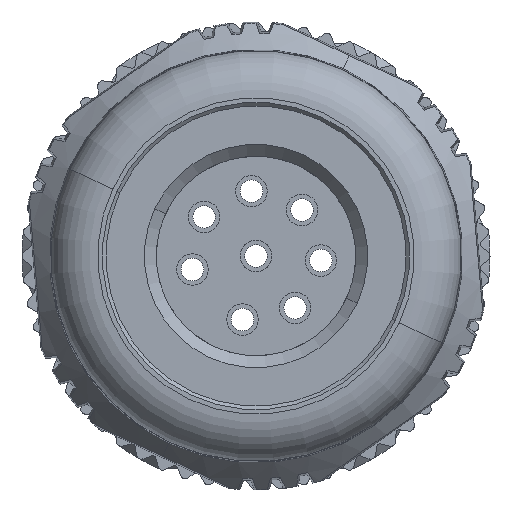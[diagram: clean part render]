
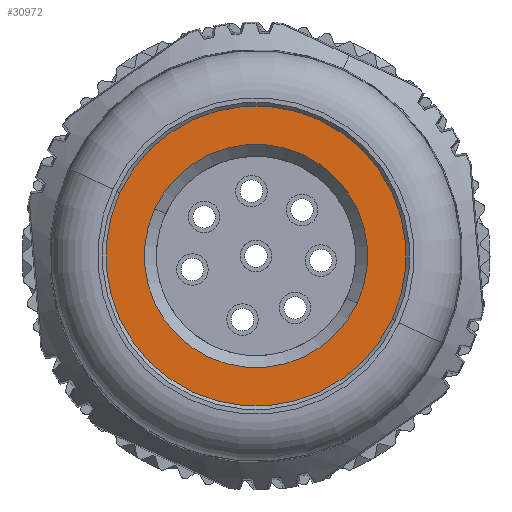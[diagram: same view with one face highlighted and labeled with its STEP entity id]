
A CAD part, front view. The second image highlights one B-rep face of the part: STEP entity #30972.
In plain terms, the highlighted planar face has unit normal (0, -1, 0).
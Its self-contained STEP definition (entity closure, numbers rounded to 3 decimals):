
#6515=CARTESIAN_POINT('',(0.,-50.144,
0.));
#6516=DIRECTION('',(0.,1.,0.));
#6517=DIRECTION('',(0.906,0.,-0.423));
#6518=AXIS2_PLACEMENT_3D('',#6515,#6516,#6517);
#6520=CARTESIAN_POINT('',(0.,-50.144,
0.));
#6521=DIRECTION('',(0.,1.,0.));
#6522=DIRECTION('',(-0.906,0.,0.423));
#6523=AXIS2_PLACEMENT_3D('',#6520,#6521,#6522);
#6525=CARTESIAN_POINT('',(0.,-50.144,0.));
#6526=DIRECTION('',(0.,-1.,0.));
#6527=DIRECTION('',(-0.906,0.,0.423));
#6528=AXIS2_PLACEMENT_3D('',#6525,#6526,#6527);
#6530=CARTESIAN_POINT('',(0.,-50.144,0.));
#6531=DIRECTION('',(0.,-1.,0.));
#6532=DIRECTION('',(0.906,0.,-0.423));
#6533=AXIS2_PLACEMENT_3D('',#6530,#6531,#6532);
#19161=CARTESIAN_POINT('',(4.282,-50.144,
-1.997));
#19162=VERTEX_POINT('',#19161);
#19163=CARTESIAN_POINT('',(-4.282,-50.144,
1.997));
#19164=VERTEX_POINT('',#19163);
#19165=CARTESIAN_POINT('',(5.755,-50.144,
-2.684));
#19166=CARTESIAN_POINT('',(-5.755,-50.144,
2.684));
#19167=VERTEX_POINT('',#19165);
#19168=VERTEX_POINT('',#19166);
#30957=CARTESIAN_POINT('',(0.,-50.144,0.));
#30958=DIRECTION('',(0.,-1.,0.));
#30959=DIRECTION('',(0.906,0.,-0.423));
#30960=AXIS2_PLACEMENT_3D('',#30957,#30958,#30959);
#30961=PLANE('',#30960);
#30963=ORIENTED_EDGE('',*,*,#30962,.T.);
#30965=ORIENTED_EDGE('',*,*,#30964,.T.);
#30966=EDGE_LOOP('',(#30963,#30965));
#30967=FACE_OUTER_BOUND('',#30966,.F.);
#30968=ORIENTED_EDGE('',*,*,#30911,.T.);
#30969=ORIENTED_EDGE('',*,*,#30926,.T.);
#30970=EDGE_LOOP('',(#30968,#30969));
#30971=FACE_BOUND('',#30970,.F.);
#30972=ADVANCED_FACE('',(#30967,#30971),#30961,.T.);
#6519=CIRCLE('',#6518,6.35);
#6524=CIRCLE('',#6523,6.35);
#6529=CIRCLE('',#6528,4.725);
#6534=CIRCLE('',#6533,4.725);
#30911=EDGE_CURVE('',#19164,#19162,#6529,.T.);
#30926=EDGE_CURVE('',#19162,#19164,#6534,.T.);
#30962=EDGE_CURVE('',#19167,#19168,#6519,.T.);
#30964=EDGE_CURVE('',#19168,#19167,#6524,.T.);
